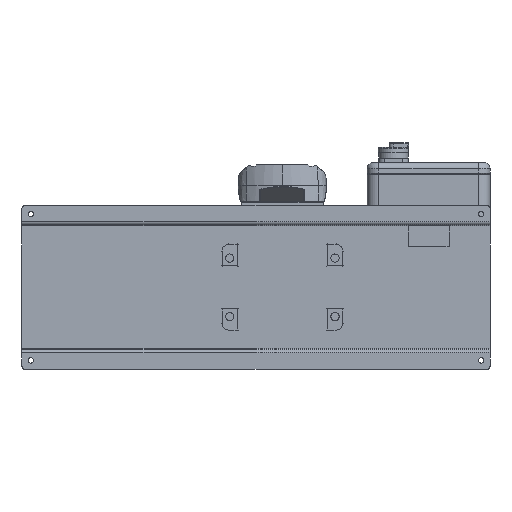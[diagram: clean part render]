
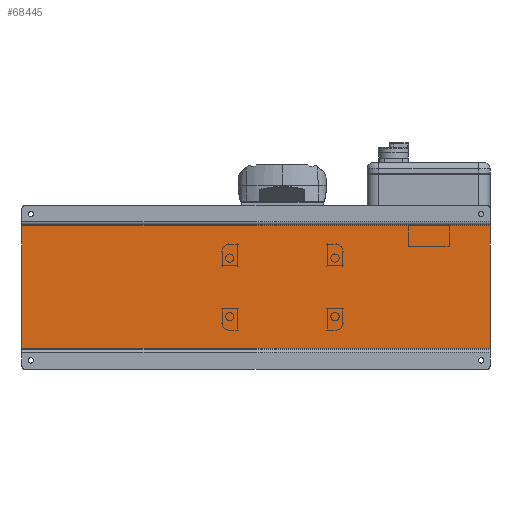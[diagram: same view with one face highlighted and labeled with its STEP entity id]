
A CAD part, front view. The second image highlights one B-rep face of the part: STEP entity #68445.
In plain terms, the highlighted planar face has unit normal (0, -1, 0).
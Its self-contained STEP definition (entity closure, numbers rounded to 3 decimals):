
#6001 = DIRECTION ( 'NONE',  ( -1., 0., 0. ) ) ;
#11436 = DIRECTION ( 'NONE',  ( 0., 1., 0. ) ) ;
#11883 = CARTESIAN_POINT ( 'NONE',  ( 355., -11., -105. ) ) ;
#13490 = VECTOR ( 'NONE', #6001, 1000. ) ;
#14226 = EDGE_LOOP ( 'NONE', ( #73957, #30842, #26298, #37825 ) ) ;
#17443 = PLANE ( 'NONE',  #33892 ) ;
#26298 = ORIENTED_EDGE ( 'NONE', *, *, #75099, .F. ) ;
#26660 = FACE_OUTER_BOUND ( 'NONE', #14226, .T. ) ;
#28803 = VECTOR ( 'NONE', #71842, 1000. ) ;
#29155 = LINE ( 'NONE', #52291, #39349 ) ;
#30648 = VECTOR ( 'NONE', #68055, 1000. ) ;
#30842 = ORIENTED_EDGE ( 'NONE', *, *, #82548, .F. ) ;
#33892 = AXIS2_PLACEMENT_3D ( 'NONE', #11883, #11436, #60022 ) ;
#36936 = VERTEX_POINT ( 'NONE', #51266 ) ;
#37825 = ORIENTED_EDGE ( 'NONE', *, *, #57529, .T. ) ;
#39349 = VECTOR ( 'NONE', #72583, 1000. ) ;
#39835 = LINE ( 'NONE', #90203, #30648 ) ;
#41472 = VERTEX_POINT ( 'NONE', #78032 ) ;
#42709 = CARTESIAN_POINT ( 'NONE',  ( 355., -11., 105. ) ) ;
#49029 = CARTESIAN_POINT ( 'NONE',  ( -445., -11., -105. ) ) ;
#51266 = CARTESIAN_POINT ( 'NONE',  ( -445., -11., 105. ) ) ;
#52291 = CARTESIAN_POINT ( 'NONE',  ( -445., -11., -105. ) ) ;
#57529 = EDGE_CURVE ( 'NONE', #67365, #36936, #76652, .T. ) ;
#60022 = DIRECTION ( 'NONE',  ( 0., 0., 1. ) ) ;
#67365 = VERTEX_POINT ( 'NONE', #72815 ) ;
#68055 = DIRECTION ( 'NONE',  ( -1., 0., 0. ) ) ;
#68445 = ADVANCED_FACE ( 'NONE', ( #26660 ), #17443, .F. ) ;
#69080 = VERTEX_POINT ( 'NONE', #49029 ) ;
#71842 = DIRECTION ( 'NONE',  ( 0., 0., -1. ) ) ;
#72583 = DIRECTION ( 'NONE',  ( 0., 0., -1. ) ) ;
#72815 = CARTESIAN_POINT ( 'NONE',  ( 355., -11., 105. ) ) ;
#73957 = ORIENTED_EDGE ( 'NONE', *, *, #82167, .T. ) ;
#75099 = EDGE_CURVE ( 'NONE', #67365, #41472, #78290, .T. ) ;
#76191 = CARTESIAN_POINT ( 'NONE',  ( 355., -11., 105. ) ) ;
#76652 = LINE ( 'NONE', #76191, #13490 ) ;
#78032 = CARTESIAN_POINT ( 'NONE',  ( 355., -11., -105. ) ) ;
#78290 = LINE ( 'NONE', #42709, #28803 ) ;
#82167 = EDGE_CURVE ( 'NONE', #36936, #69080, #29155, .T. ) ;
#82548 = EDGE_CURVE ( 'NONE', #41472, #69080, #39835, .T. ) ;
#90203 = CARTESIAN_POINT ( 'NONE',  ( 355., -11., -105. ) ) ;
